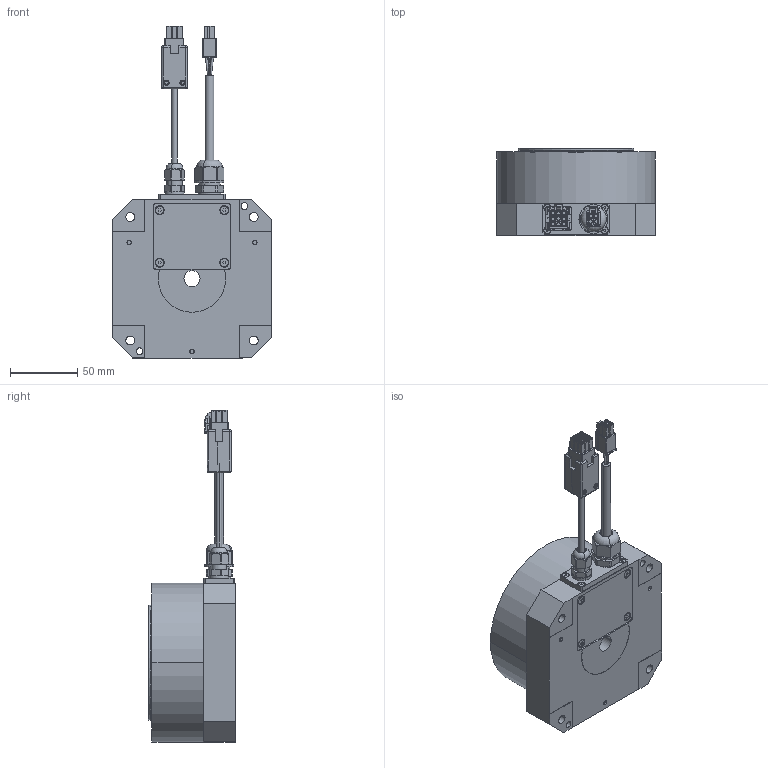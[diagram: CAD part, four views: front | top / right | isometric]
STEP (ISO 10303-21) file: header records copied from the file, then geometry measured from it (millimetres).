
FILE_DESCRIPTION (( 'STEP AP203' ), '1' );
FILE_NAME ('DMN44-A0.STEP', '2020-10-15T02:50:25', ( '' ), ( '' ), 'SwSTEP 2.0', 'SolidWorks 2015', '' );
FILE_SCHEMA (( 'CONFIG_CONTROL_DESIGN' ));
Length unit declared in the file: millimetre
Products named in the file (1): DMN44-A0
Bounding box: 118 x 65 x 247 mm (x, y, z)
Volume: 761668.6 mm3; surface area: 79555.9 mm2
Topology: 1 solids, 9 shells, 1641 faces, 4311 edges, 2772 vertices
Faces by surface type: plane 1020, cylinder 413, cone 157, bspline 20, torus 19, sphere 12
Entity records: 52095 total; most frequent: CARTESIAN_POINT 11952, ORIENTED_EDGE 8570, DIRECTION 8036, EDGE_CURVE 4285, VERTEX_POINT 2770, VECTOR 2740, LINE 2740, AXIS2_PLACEMENT_3D 2648
